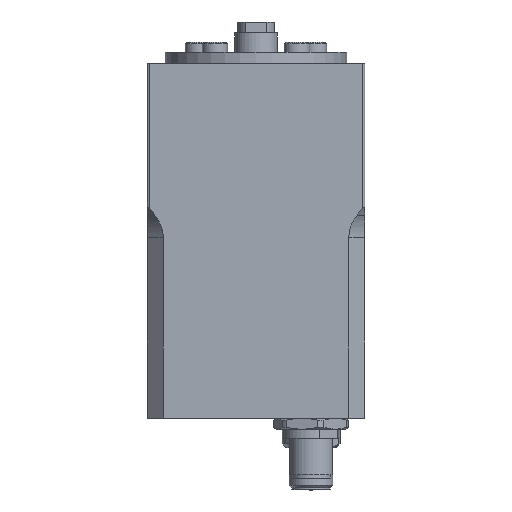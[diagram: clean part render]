
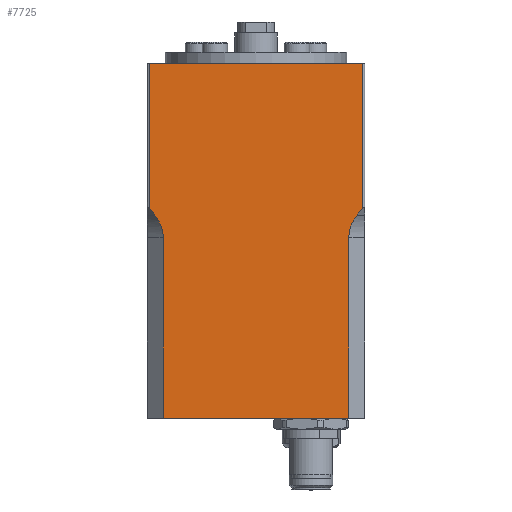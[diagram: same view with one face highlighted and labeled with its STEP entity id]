
A CAD part, top view. The second image highlights one B-rep face of the part: STEP entity #7725.
In plain terms, the highlighted planar face has unit normal (0, 0, 1).
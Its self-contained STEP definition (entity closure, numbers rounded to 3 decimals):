
#28=ELLIPSE('',#8302,17.678,12.5);
#29=ELLIPSE('',#8305,17.678,12.5);
#511=PLANE('',#8321);
#810=FACE_OUTER_BOUND('',#1281,.T.);
#1281=EDGE_LOOP('',(#5588,#5589,#5590,#5591,#5592,#5593,#5594,#5595,#5596,
#5597));
#1745=LINE('',#11883,#2267);
#1747=LINE('',#11888,#2269);
#1755=LINE('',#11908,#2277);
#1762=LINE('',#11938,#2284);
#1766=LINE('',#11971,#2288);
#1771=LINE('',#11986,#2293);
#1796=LINE('',#12078,#2318);
#1807=LINE('',#12115,#2329);
#2267=VECTOR('',#9371,10.);
#2269=VECTOR('',#9375,10.);
#2277=VECTOR('',#9389,10.);
#2284=VECTOR('',#9418,10.);
#2288=VECTOR('',#9450,10.);
#2293=VECTOR('',#9465,10.);
#2318=VECTOR('',#9578,10.);
#2329=VECTOR('',#9625,10.);
#3206=VERTEX_POINT('',#11880);
#3207=VERTEX_POINT('',#11882);
#3208=VERTEX_POINT('',#11886);
#3209=VERTEX_POINT('',#11887);
#3217=VERTEX_POINT('',#11905);
#3218=VERTEX_POINT('',#11907);
#3230=VERTEX_POINT('',#11937);
#3244=VERTEX_POINT('',#11967);
#3250=VERTEX_POINT('',#11985);
#3273=VERTEX_POINT('',#12076);
#4022=EDGE_CURVE('',#3207,#3206,#1745,.T.);
#4024=EDGE_CURVE('',#3208,#3209,#1747,.T.);
#4033=EDGE_CURVE('',#3217,#3218,#1755,.T.);
#4049=EDGE_CURVE('',#3230,#3218,#1762,.T.);
#4066=EDGE_CURVE('',#3230,#3244,#1766,.T.);
#4074=EDGE_CURVE('',#3250,#3244,#1771,.T.);
#4114=EDGE_CURVE('',#3206,#3250,#28,.T.);
#4116=EDGE_CURVE('',#3217,#3273,#1796,.T.);
#4117=EDGE_CURVE('',#3273,#3208,#29,.T.);
#4132=EDGE_CURVE('',#3207,#3209,#1807,.T.);
#5588=ORIENTED_EDGE('',*,*,#4033,.F.);
#5589=ORIENTED_EDGE('',*,*,#4116,.T.);
#5590=ORIENTED_EDGE('',*,*,#4117,.T.);
#5591=ORIENTED_EDGE('',*,*,#4024,.T.);
#5592=ORIENTED_EDGE('',*,*,#4132,.F.);
#5593=ORIENTED_EDGE('',*,*,#4022,.T.);
#5594=ORIENTED_EDGE('',*,*,#4114,.T.);
#5595=ORIENTED_EDGE('',*,*,#4074,.T.);
#5596=ORIENTED_EDGE('',*,*,#4066,.F.);
#5597=ORIENTED_EDGE('',*,*,#4049,.T.);
#7725=ADVANCED_FACE('',(#810),#511,.T.);
#8302=AXIS2_PLACEMENT_3D('',#12074,#9573,#9574);
#8305=AXIS2_PLACEMENT_3D('',#12080,#9581,#9582);
#8321=AXIS2_PLACEMENT_3D('',#12114,#9623,#9624);
#9371=DIRECTION('',(0.,1.,0.));
#9375=DIRECTION('',(0.,-1.,0.));
#9389=DIRECTION('',(0.,1.,0.));
#9418=DIRECTION('',(-1.,0.,0.));
#9450=DIRECTION('',(0.,-1.,0.));
#9465=DIRECTION('',(0.625,0.781,0.));
#9573=DIRECTION('center_axis',(0.,0.,-1.));
#9574=DIRECTION('ref_axis',(-1.,0.,0.));
#9578=DIRECTION('',(0.625,-0.781,0.));
#9581=DIRECTION('center_axis',(0.,0.,-1.));
#9582=DIRECTION('ref_axis',(1.,0.,0.));
#9623=DIRECTION('center_axis',(0.,0.,1.));
#9624=DIRECTION('ref_axis',(1.,0.,0.));
#9625=DIRECTION('',(-1.,0.,0.));
#11880=CARTESIAN_POINT('',(25.6,-7.574,8.493));
#11882=CARTESIAN_POINT('',(25.6,-57.45,8.493));
#11883=CARTESIAN_POINT('',(25.6,-38.725,8.493));
#11886=CARTESIAN_POINT('',(-25.6,-7.574,8.493));
#11887=CARTESIAN_POINT('',(-25.6,-57.45,8.493));
#11888=CARTESIAN_POINT('',(-25.6,-38.725,8.493));
#11905=CARTESIAN_POINT('',(-29.4,0.467,8.493));
#11907=CARTESIAN_POINT('',(-29.4,40.55,8.493));
#11908=CARTESIAN_POINT('',(-29.4,0.,8.493));
#11937=CARTESIAN_POINT('',(29.4,40.55,8.493));
#11938=CARTESIAN_POINT('',(-15.,40.55,8.493));
#11967=CARTESIAN_POINT('',(29.4,0.467,8.493));
#11971=CARTESIAN_POINT('',(29.4,0.,8.493));
#11985=CARTESIAN_POINT('',(27.891,-1.419,8.493));
#11986=CARTESIAN_POINT('',(17.147,-14.849,8.493));
#12074=CARTESIAN_POINT('Origin',(43.278,-7.574,8.493));
#12076=CARTESIAN_POINT('',(-27.891,-1.419,8.493));
#12078=CARTESIAN_POINT('',(-28.855,-0.215,8.493));
#12080=CARTESIAN_POINT('Origin',(-43.278,-7.574,8.493));
#12114=CARTESIAN_POINT('Origin',(-30.,0.,8.493));
#12115=CARTESIAN_POINT('',(15.,-57.45,8.493));
